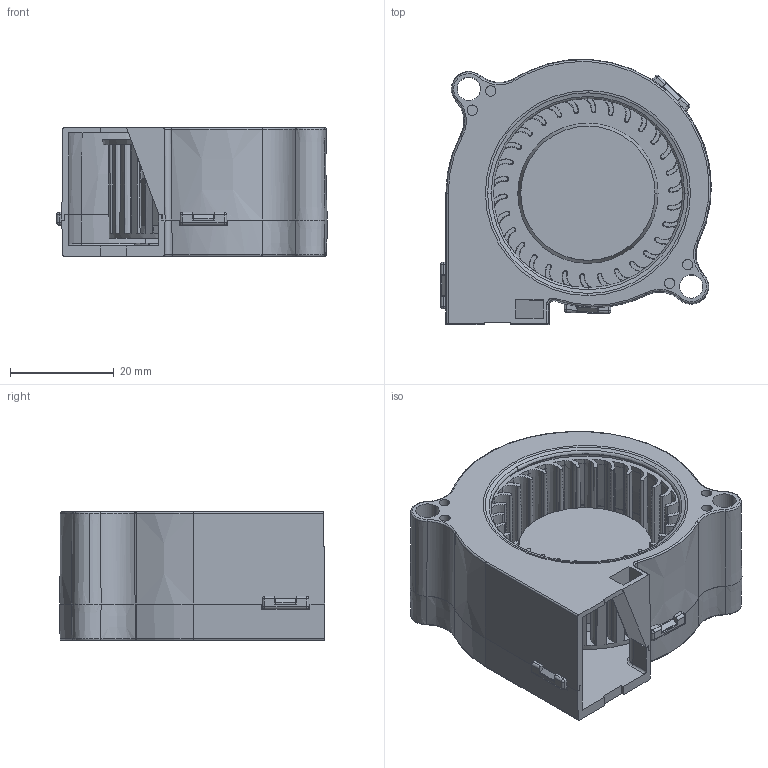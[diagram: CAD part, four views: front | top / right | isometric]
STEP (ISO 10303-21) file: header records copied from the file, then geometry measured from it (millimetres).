
FILE_DESCRIPTION((''),'2;1');
FILE_NAME('5025-FAN_ASM','2014-09-26T',('Administrator'),(''),'PRO/ENGINEER BY PARAMETRIC TECHNOLOGY CORPORATION, 2010480','PRO/ENGINEER BY PARAMETRIC TECHNOLOGY CORPORATION, 2010480','');
FILE_SCHEMA(('CONFIG_CONTROL_DESIGN'));
Length unit declared in the file: millimetre
Products named in the file (4): 5025_; 5025_-1; PRT0004; 5025-FAN_ASM
Assembly tree (3 placements, depth 2):
  5025-FAN_ASM
    5025_
    5025_-1
    PRT0004
Bounding box: 52.2 x 51.11 x 24.8 mm (x, y, z)
Volume: 12707 mm3; surface area: 26450 mm2
Topology: 3 solids, 3 shells, 724 faces, 2171 edges, 1412 vertices
Faces by surface type: cylinder 251, plane 209, cone 169, torus 75, sphere 12, bspline 8
Entity records: 26018 total; most frequent: CARTESIAN_POINT 5634, DIRECTION 4531, ORIENTED_EDGE 4342, EDGE_CURVE 2171, AXIS2_PLACEMENT_3D 1853, VERTEX_POINT 1412, CIRCLE 1130, VECTOR 825
